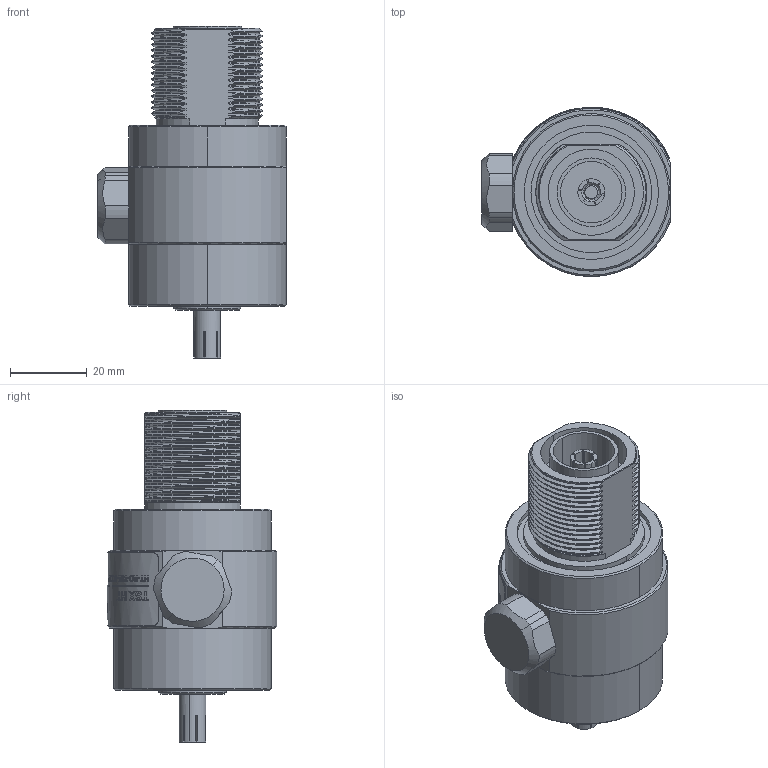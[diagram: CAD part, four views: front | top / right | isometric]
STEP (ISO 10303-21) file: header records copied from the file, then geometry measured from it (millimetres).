
FILE_DESCRIPTION (( 'STEP AP214' ), '1' );
FILE_NAME ('HT-RO-TSX-DCDFF.STEP', '2019-07-30T19:40:55', ( '' ), ( '' ), 'SwSTEP 2.0', 'SolidWorks 2019', '' );
FILE_SCHEMA (( 'AUTOMOTIVE_DESIGN' ));
Length unit declared in the file: inch
Products named in the file (22): 7050-0010_Hidden; 7040-0037; 2003-3454-5; 4041-0010; 3800-285-1; 4050-0012; 1499-0001_99842A113; 3800-285; HT-RO-TSX-DCDFF; TSXDC-DFF-C^HT-RO-TSX-DCDFF; 2812-0004 rev f; 2812-0006; TSXDC-DFF-B^HT-RO-TSX-DCDFF; 4041-0009; 4052-0027; 5800-0401; 7040-0156; 7040-0043; 4041-0011; 4035-0072; 2003-1052_Hidden; 4052-0056
Assembly tree (20 placements, depth 3):
  7050-0010_Hidden
  HT-RO-TSX-DCDFF
    4041-0009
    7040-0037
    3800-285-1
      3800-285
    7040-0156
    5800-0401
    4050-0012  x2
    4041-0011  x2
    2812-0006
    2812-0004 rev f
    4052-0056
    4052-0027
    4041-0010
    1499-0001_99842A113
    7040-0043
    4035-0072  x2
    2003-3454-5
  TSXDC-DFF-C^HT-RO-TSX-DCDFF
  TSXDC-DFF-B^HT-RO-TSX-DCDFF
  2003-1052_Hidden
Bounding box: 49.15 x 44.22 x 86.66 mm (x, y, z)
Volume: 60147.9 mm3; surface area: 41233.4 mm2
Topology: 19 solids, 19 shells, 1127 faces, 2915 edges, 1906 vertices
Faces by surface type: plane 430, cylinder 301, bspline 279, cone 73, torus 44
Entity records: 88842 total; most frequent: CARTESIAN_POINT 57300, ORIENTED_EDGE 5486, DIRECTION 4041, EDGE_CURVE 2743, VERTEX_POINT 1797, AXIS2_PLACEMENT_3D 1562, EDGE_LOOP 1160, FACE_OUTER_BOUND 1057
